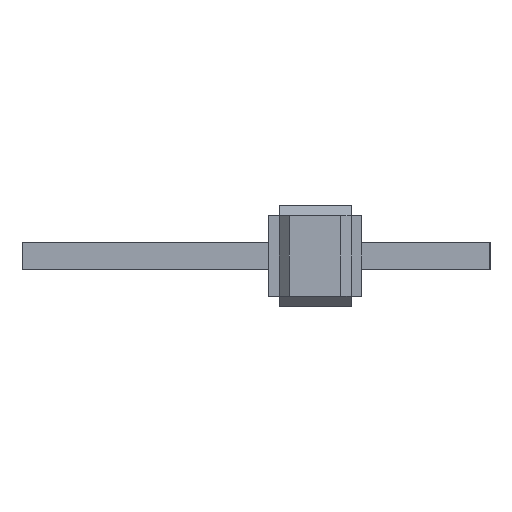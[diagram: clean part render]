
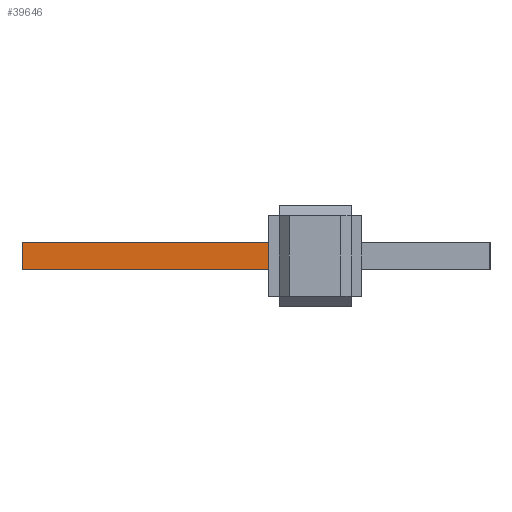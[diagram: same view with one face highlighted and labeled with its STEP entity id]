
A CAD part, left-side view. The second image highlights one B-rep face of the part: STEP entity #39646.
In plain terms, the highlighted planar face has unit normal (-1, 0, 0).
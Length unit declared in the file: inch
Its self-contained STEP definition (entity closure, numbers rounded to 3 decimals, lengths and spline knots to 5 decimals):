
#5341=DIRECTION('',(0.,0.,1.));
#5342=VECTOR('',#5341,0.0265);
#5343=CARTESIAN_POINT('',(-1.76325,0.08,-0.01325));
#5344=LINE('',#5343,#5342);
#13853=DIRECTION('',(0.,-1.,0.));
#13854=VECTOR('',#13853,0.25);
#13855=CARTESIAN_POINT('',(-1.76325,0.33,-0.01325));
#13856=LINE('',#13855,#13854);
#13857=DIRECTION('',(0.,0.,-1.));
#13858=VECTOR('',#13857,0.0265);
#13859=CARTESIAN_POINT('',(-1.76325,0.33,0.01325));
#13860=LINE('',#13859,#13858);
#13861=DIRECTION('',(0.,1.,0.));
#13862=VECTOR('',#13861,0.25);
#13863=CARTESIAN_POINT('',(-1.76325,0.08,0.01325));
#13864=LINE('',#13863,#13862);
#21173=CARTESIAN_POINT('',(-1.76325,0.33,0.01325));
#21174=CARTESIAN_POINT('',(-1.76325,0.33,-0.01325));
#21175=VERTEX_POINT('',#21173);
#21176=VERTEX_POINT('',#21174);
#21181=CARTESIAN_POINT('',(-1.76325,0.08,-0.01325));
#21182=CARTESIAN_POINT('',(-1.76325,0.08,0.01325));
#21183=VERTEX_POINT('',#21181);
#21184=VERTEX_POINT('',#21182);
#39633=CARTESIAN_POINT('',(-1.76325,0.,0.));
#39634=DIRECTION('',(-1.,0.,0.));
#39635=DIRECTION('',(0.,0.,1.));
#39636=AXIS2_PLACEMENT_3D('',#39633,#39634,#39635);
#39637=PLANE('',#39636);
#39638=ORIENTED_EDGE('',*,*,#27304,.F.);
#39640=ORIENTED_EDGE('',*,*,#39639,.F.);
#39642=ORIENTED_EDGE('',*,*,#39641,.F.);
#39643=ORIENTED_EDGE('',*,*,#39625,.F.);
#39644=EDGE_LOOP('',(#39638,#39640,#39642,#39643));
#39645=FACE_OUTER_BOUND('',#39644,.F.);
#39646=ADVANCED_FACE('',(#39645),#39637,.T.);
#27304=EDGE_CURVE('',#21183,#21184,#5344,.T.);
#39625=EDGE_CURVE('',#21184,#21175,#13864,.T.);
#39639=EDGE_CURVE('',#21176,#21183,#13856,.T.);
#39641=EDGE_CURVE('',#21175,#21176,#13860,.T.);
